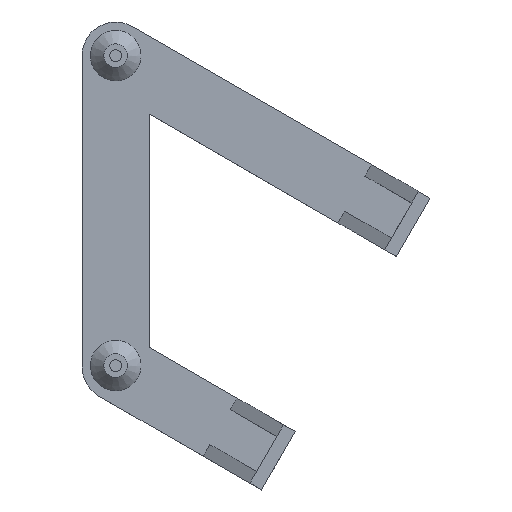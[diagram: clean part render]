
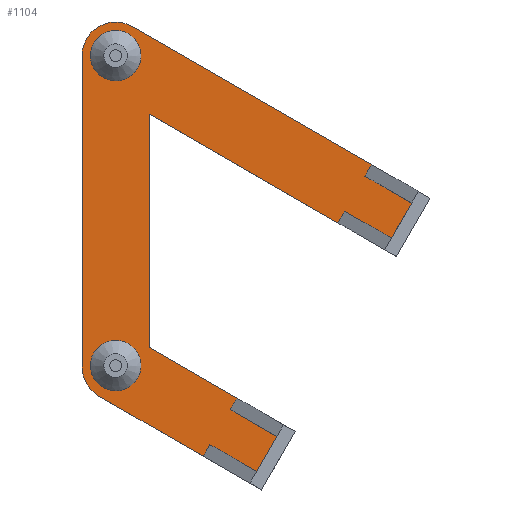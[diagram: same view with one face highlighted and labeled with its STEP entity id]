
A CAD part, top view. The second image highlights one B-rep face of the part: STEP entity #1104.
In plain terms, the highlighted planar face has unit normal (0, 0, 1).
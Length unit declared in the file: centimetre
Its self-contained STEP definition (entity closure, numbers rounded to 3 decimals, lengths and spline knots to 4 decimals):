
#121=VECTOR('',#1339,1.);
#127=VECTOR('',#1350,1.);
#132=VECTOR('',#1360,1.);
#144=VECTOR('',#1381,1.);
#147=VECTOR('',#1385,1.);
#149=VECTOR('',#1388,1.);
#150=VECTOR('',#1389,1.);
#151=VECTOR('',#1390,1.);
#152=VECTOR('',#1391,1.);
#153=VECTOR('',#1392,1.);
#154=VECTOR('',#1393,1.);
#155=VECTOR('',#1394,1.);
#156=VECTOR('',#1395,1.);
#157=VECTOR('',#1396,1.);
#158=VECTOR('',#1397,1.);
#159=VECTOR('',#1398,1.);
#253=LINE('',#1634,#121);
#259=LINE('',#1648,#127);
#264=LINE('',#1660,#132);
#276=LINE('',#1687,#144);
#279=LINE('',#1693,#147);
#281=LINE('',#1697,#149);
#282=LINE('',#1699,#150);
#283=LINE('',#1701,#151);
#284=LINE('',#1702,#152);
#285=LINE('',#1704,#153);
#286=LINE('',#1706,#154);
#287=LINE('',#1708,#155);
#288=LINE('',#1710,#156);
#289=LINE('',#1712,#157);
#290=LINE('',#1714,#158);
#291=LINE('',#1716,#159);
#362=VERTEX_POINT('',#1633);
#363=VERTEX_POINT('',#1635);
#366=VERTEX_POINT('',#1643);
#367=VERTEX_POINT('',#1647);
#368=VERTEX_POINT('',#1651);
#371=VERTEX_POINT('',#1659);
#377=VERTEX_POINT('',#1686);
#378=VERTEX_POINT('',#1688);
#380=VERTEX_POINT('',#1694);
#381=VERTEX_POINT('',#1698);
#382=VERTEX_POINT('',#1700);
#383=VERTEX_POINT('',#1703);
#384=VERTEX_POINT('',#1705);
#385=VERTEX_POINT('',#1707);
#386=VERTEX_POINT('',#1709);
#387=VERTEX_POINT('',#1711);
#388=VERTEX_POINT('',#1713);
#389=VERTEX_POINT('',#1715);
#390=VERTEX_POINT('',#1718);
#391=VERTEX_POINT('',#1720);
#412=CIRCLE('',#1167,1.);
#413=CIRCLE('',#1170,1.);
#414=CIRCLE('',#1183,0.75);
#415=CIRCLE('',#1184,0.75);
#507=EDGE_CURVE('',#362,#363,#253,.T.);
#512=EDGE_CURVE('',#366,#362,#412,.T.);
#514=EDGE_CURVE('',#367,#366,#259,.T.);
#516=EDGE_CURVE('',#368,#367,#413,.T.);
#520=EDGE_CURVE('',#371,#368,#264,.T.);
#532=EDGE_CURVE('',#378,#377,#276,.T.);
#535=EDGE_CURVE('',#377,#380,#279,.T.);
#537=EDGE_CURVE('',#380,#381,#281,.T.);
#538=EDGE_CURVE('',#381,#382,#282,.T.);
#539=EDGE_CURVE('',#382,#363,#283,.T.);
#540=EDGE_CURVE('',#371,#383,#284,.T.);
#541=EDGE_CURVE('',#383,#384,#285,.T.);
#542=EDGE_CURVE('',#384,#385,#286,.T.);
#543=EDGE_CURVE('',#385,#386,#287,.T.);
#544=EDGE_CURVE('',#386,#387,#288,.T.);
#545=EDGE_CURVE('',#388,#387,#289,.T.);
#546=EDGE_CURVE('',#389,#388,#290,.T.);
#547=EDGE_CURVE('',#378,#389,#291,.T.);
#548=EDGE_CURVE('',#390,#390,#414,.T.);
#549=EDGE_CURVE('',#391,#391,#415,.T.);
#781=ORIENTED_EDGE('',*,*,#532,.T.);
#782=ORIENTED_EDGE('',*,*,#535,.T.);
#783=ORIENTED_EDGE('',*,*,#537,.T.);
#784=ORIENTED_EDGE('',*,*,#538,.T.);
#785=ORIENTED_EDGE('',*,*,#539,.T.);
#786=ORIENTED_EDGE('',*,*,#507,.F.);
#787=ORIENTED_EDGE('',*,*,#512,.F.);
#788=ORIENTED_EDGE('',*,*,#514,.F.);
#789=ORIENTED_EDGE('',*,*,#516,.F.);
#790=ORIENTED_EDGE('',*,*,#520,.F.);
#791=ORIENTED_EDGE('',*,*,#540,.T.);
#792=ORIENTED_EDGE('',*,*,#541,.T.);
#793=ORIENTED_EDGE('',*,*,#542,.T.);
#794=ORIENTED_EDGE('',*,*,#543,.T.);
#795=ORIENTED_EDGE('',*,*,#544,.T.);
#796=ORIENTED_EDGE('',*,*,#545,.F.);
#797=ORIENTED_EDGE('',*,*,#546,.F.);
#798=ORIENTED_EDGE('',*,*,#547,.F.);
#799=ORIENTED_EDGE('',*,*,#548,.F.);
#800=ORIENTED_EDGE('',*,*,#549,.F.);
#934=EDGE_LOOP('',(#781,#782,#783,#784,#785,#786,#787,#788,#789,#790,#791,
#792,#793,#794,#795,#796,#797,#798));
#935=EDGE_LOOP('',(#799));
#936=EDGE_LOOP('',(#800));
#1020=FACE_BOUND('',#934,.T.);
#1021=FACE_BOUND('',#935,.T.);
#1022=FACE_BOUND('',#936,.T.);
#1104=ADVANCED_FACE('',(#1020,#1021,#1022),#1824,.T.);
#1167=AXIS2_PLACEMENT_3D('',#1644,#1346,#1347);
#1170=AXIS2_PLACEMENT_3D('',#1652,#1354,#1355);
#1182=AXIS2_PLACEMENT_3D('',#1696,#1387,$);
#1183=AXIS2_PLACEMENT_3D('',#1717,#1399,#1400);
#1184=AXIS2_PLACEMENT_3D('',#1719,#1401,#1402);
#1339=DIRECTION('',(0.866,-0.5,0.));
#1346=DIRECTION('',(0.,0.,-1.));
#1347=DIRECTION('',(-0.5,0.866,0.));
#1350=DIRECTION('',(0.,1.,0.));
#1354=DIRECTION('',(0.,0.,-1.));
#1355=DIRECTION('',(-0.866,-0.5,0.));
#1360=DIRECTION('',(-0.866,0.5,0.));
#1381=DIRECTION('',(0.5,0.866,0.));
#1385=DIRECTION('',(0.866,-0.5,0.));
#1387=DIRECTION('',(0.,0.,1.));
#1388=DIRECTION('',(0.5,0.866,0.));
#1389=DIRECTION('',(-0.866,0.5,0.));
#1390=DIRECTION('',(0.5,0.866,0.));
#1391=DIRECTION('',(0.5,0.866,0.));
#1392=DIRECTION('',(0.866,-0.5,0.));
#1393=DIRECTION('',(0.5,0.866,0.));
#1394=DIRECTION('',(-0.866,0.5,0.));
#1395=DIRECTION('',(0.5,0.866,0.));
#1396=DIRECTION('',(0.866,-0.5,0.));
#1397=DIRECTION('',(0.,-1.,0.));
#1398=DIRECTION('',(-0.866,0.5,0.));
#1399=DIRECTION('',(0.,0.,1.));
#1400=DIRECTION('',(0.75,0.,0.));
#1401=DIRECTION('',(0.,0.,1.));
#1402=DIRECTION('',(0.75,0.,0.));
#1633=CARTESIAN_POINT('',(2.1062,24.0404,0.4));
#1634=CARTESIAN_POINT('',(10.9364,18.9424,0.4));
#1635=CARTESIAN_POINT('',(9.2043,19.9424,0.4));
#1643=CARTESIAN_POINT('',(0.6062,23.1744,0.4));
#1644=CARTESIAN_POINT('',(1.6062,23.1744,0.4));
#1647=CARTESIAN_POINT('',(0.6062,13.9368,0.4));
#1648=CARTESIAN_POINT('',(0.6062,24.9065,0.4));
#1651=CARTESIAN_POINT('',(1.1062,13.0708,0.4));
#1652=CARTESIAN_POINT('',(1.6062,13.9368,0.4));
#1659=CARTESIAN_POINT('',(4.2043,11.2821,0.4));
#1660=CARTESIAN_POINT('',(0.6062,13.3595,0.4));
#1686=CARTESIAN_POINT('',(8.4043,18.5567,0.4));
#1687=CARTESIAN_POINT('',(7.636,17.226,0.4));
#1688=CARTESIAN_POINT('',(8.2043,18.2103,0.4));
#1693=CARTESIAN_POINT('',(7.4733,19.0942,0.4));
#1694=CARTESIAN_POINT('',(9.79,17.7567,0.4));
#1696=CARTESIAN_POINT('',(4.1597,17.9205,0.4));
#1697=CARTESIAN_POINT('',(9.2716,16.859,0.4));
#1698=CARTESIAN_POINT('',(10.39,18.7959,0.4));
#1699=CARTESIAN_POINT('',(8.0733,20.1335,0.4));
#1700=CARTESIAN_POINT('',(9.0043,19.5959,0.4));
#1701=CARTESIAN_POINT('',(8.136,18.092,0.4));
#1702=CARTESIAN_POINT('',(5.636,13.7619,0.4));
#1703=CARTESIAN_POINT('',(4.4043,11.6285,0.4));
#1704=CARTESIAN_POINT('',(3.4733,12.166,0.4));
#1705=CARTESIAN_POINT('',(5.79,10.8285,0.4));
#1706=CARTESIAN_POINT('',(7.2716,13.3949,0.4));
#1707=CARTESIAN_POINT('',(6.39,11.8677,0.4));
#1708=CARTESIAN_POINT('',(4.0733,13.2053,0.4));
#1709=CARTESIAN_POINT('',(5.0043,12.6677,0.4));
#1710=CARTESIAN_POINT('',(6.136,14.6279,0.4));
#1711=CARTESIAN_POINT('',(5.2043,13.0142,0.4));
#1712=CARTESIAN_POINT('',(6.9364,12.0142,0.4));
#1713=CARTESIAN_POINT('',(2.6062,14.5142,0.4));
#1714=CARTESIAN_POINT('',(2.6062,14.5142,0.4));
#1715=CARTESIAN_POINT('',(2.6062,21.4424,0.4));
#1716=CARTESIAN_POINT('',(2.6062,21.4424,0.4));
#1717=CARTESIAN_POINT('',(1.6062,13.9744,0.4));
#1718=CARTESIAN_POINT('',(0.8562,13.9744,0.4));
#1719=CARTESIAN_POINT('',(1.6062,23.1744,0.4));
#1720=CARTESIAN_POINT('',(0.8562,23.1744,0.4));
#1824=PLANE('',#1182);
